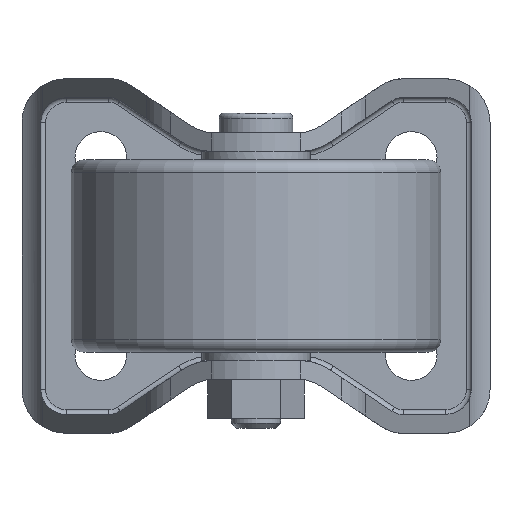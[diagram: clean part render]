
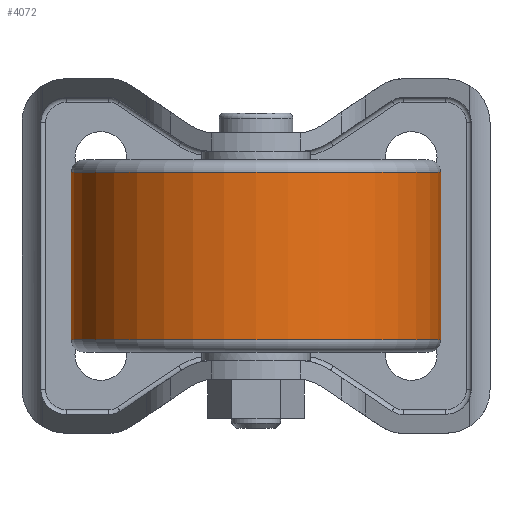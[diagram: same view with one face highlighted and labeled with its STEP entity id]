
A CAD part, front view. The second image highlights one B-rep face of the part: STEP entity #4072.
In plain terms, the highlighted cylindrical face has radius 37.5 mm (diameter 75 mm), a partial arc.
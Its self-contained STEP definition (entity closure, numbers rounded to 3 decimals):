
#194 = AXIS2_PLACEMENT_3D ( 'NONE', #3702, #1614, #1129 ) ;
#230 = DIRECTION ( 'NONE',  ( 0., 0., 1. ) ) ;
#306 = CARTESIAN_POINT ( 'NONE',  ( 0., -70.5, 40.455 ) ) ;
#326 = ORIENTED_EDGE ( 'NONE', *, *, #2945, .T. ) ;
#335 = ORIENTED_EDGE ( 'NONE', *, *, #2032, .T. ) ;
#604 = AXIS2_PLACEMENT_3D ( 'NONE', #306, #4760, #4251 ) ;
#661 = DIRECTION ( 'NONE',  ( 0., 0., 1. ) ) ;
#681 = VERTEX_POINT ( 'NONE', #2622 ) ;
#723 = CARTESIAN_POINT ( 'NONE',  ( 37.5, -70.5, 40.455 ) ) ;
#761 = VERTEX_POINT ( 'NONE', #2241 ) ;
#952 = ORIENTED_EDGE ( 'NONE', *, *, #1353, .F. ) ;
#1129 = DIRECTION ( 'NONE',  ( 1., 0., 0. ) ) ;
#1168 = CARTESIAN_POINT ( 'NONE',  ( -37.5, -70.5, 40.455 ) ) ;
#1205 = CIRCLE ( 'NONE', #4052, 37.5 ) ;
#1228 = LINE ( 'NONE', #723, #3023 ) ;
#1353 = EDGE_CURVE ( 'NONE', #681, #1860, #3043, .T. ) ;
#1424 = EDGE_LOOP ( 'NONE', ( #4408, #326, #335, #952 ) ) ;
#1614 = DIRECTION ( 'NONE',  ( 0., 0., 1. ) ) ;
#1860 = VERTEX_POINT ( 'NONE', #3117 ) ;
#2032 = EDGE_CURVE ( 'NONE', #761, #1860, #1228, .T. ) ;
#2097 = VERTEX_POINT ( 'NONE', #4210 ) ;
#2241 = CARTESIAN_POINT ( 'NONE',  ( 37.5, -70.5, -17. ) ) ;
#2515 = DIRECTION ( 'NONE',  ( 1., 0., 0. ) ) ;
#2622 = CARTESIAN_POINT ( 'NONE',  ( -37.5, -70.5, 17. ) ) ;
#2693 = FACE_OUTER_BOUND ( 'NONE', #1424, .T. ) ;
#2945 = EDGE_CURVE ( 'NONE', #2097, #761, #1205, .T. ) ;
#3023 = VECTOR ( 'NONE', #230, 1000. ) ;
#3043 = CIRCLE ( 'NONE', #194, 37.5 ) ;
#3051 = DIRECTION ( 'NONE',  ( 0., 0., 1. ) ) ;
#3086 = EDGE_CURVE ( 'NONE', #2097, #681, #3232, .T. ) ;
#3117 = CARTESIAN_POINT ( 'NONE',  ( 37.5, -70.5, 17. ) ) ;
#3232 = LINE ( 'NONE', #1168, #3872 ) ;
#3425 = CYLINDRICAL_SURFACE ( 'NONE', #604, 37.5 ) ;
#3564 = CARTESIAN_POINT ( 'NONE',  ( 0., -70.5, -17. ) ) ;
#3702 = CARTESIAN_POINT ( 'NONE',  ( 0., -70.5, 17. ) ) ;
#3872 = VECTOR ( 'NONE', #661, 1000. ) ;
#4052 = AXIS2_PLACEMENT_3D ( 'NONE', #3564, #3051, #2515 ) ;
#4072 = ADVANCED_FACE ( 'NONE', ( #2693 ), #3425, .T. ) ;
#4210 = CARTESIAN_POINT ( 'NONE',  ( -37.5, -70.5, -17. ) ) ;
#4251 = DIRECTION ( 'NONE',  ( 1., 0., 0. ) ) ;
#4408 = ORIENTED_EDGE ( 'NONE', *, *, #3086, .F. ) ;
#4760 = DIRECTION ( 'NONE',  ( 0., 0., 1. ) ) ;
